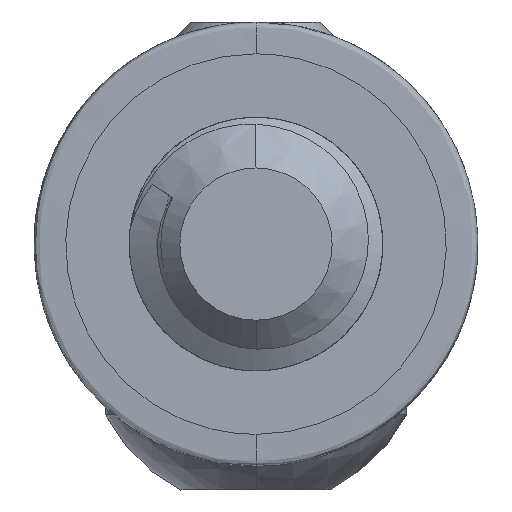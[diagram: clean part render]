
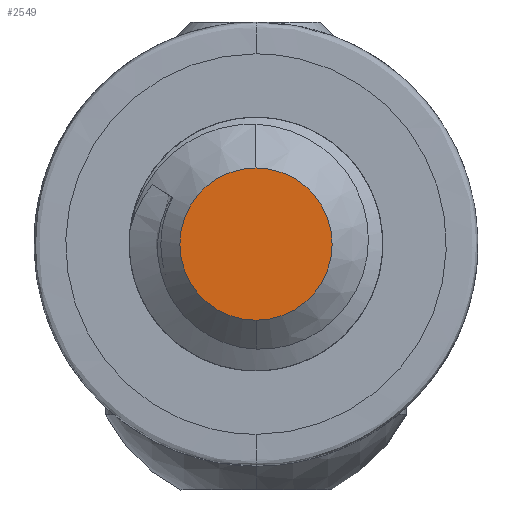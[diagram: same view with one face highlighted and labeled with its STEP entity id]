
A CAD part, front view. The second image highlights one B-rep face of the part: STEP entity #2549.
In plain terms, the highlighted planar face has unit normal (0, -1, 0).
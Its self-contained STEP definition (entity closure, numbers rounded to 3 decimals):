
#378 = PLANE ( 'NONE',  #4583 ) ;
#422 = CARTESIAN_POINT ( 'NONE',  ( 0., -10., 0. ) ) ;
#744 = DIRECTION ( 'NONE',  ( 0., -1., 0. ) ) ;
#894 = ORIENTED_EDGE ( 'NONE', *, *, #4448, .T. ) ;
#971 = AXIS2_PLACEMENT_3D ( 'NONE', #1223, #1569, #2266 ) ;
#1186 = EDGE_CURVE ( 'NONE', #1376, #1691, #4506, .T. ) ;
#1223 = CARTESIAN_POINT ( 'NONE',  ( 0., -10., 0. ) ) ;
#1376 = VERTEX_POINT ( 'NONE', #1396 ) ;
#1396 = CARTESIAN_POINT ( 'NONE',  ( 0., -10., -2.4 ) ) ;
#1569 = DIRECTION ( 'NONE',  ( 0., -1., 0. ) ) ;
#1691 = VERTEX_POINT ( 'NONE', #4321 ) ;
#1876 = CIRCLE ( 'NONE', #971, 2.4 ) ;
#1925 = AXIS2_PLACEMENT_3D ( 'NONE', #4079, #4092, #2962 ) ;
#2215 = FACE_OUTER_BOUND ( 'NONE', #4068, .T. ) ;
#2266 = DIRECTION ( 'NONE',  ( 0., 0., -1. ) ) ;
#2549 = ADVANCED_FACE ( 'NONE', ( #2215 ), #378, .T. ) ;
#2962 = DIRECTION ( 'NONE',  ( 0., 0., -1. ) ) ;
#3162 = DIRECTION ( 'NONE',  ( 0., 0., -1. ) ) ;
#3703 = ORIENTED_EDGE ( 'NONE', *, *, #1186, .T. ) ;
#4068 = EDGE_LOOP ( 'NONE', ( #894, #3703 ) ) ;
#4079 = CARTESIAN_POINT ( 'NONE',  ( 0., -10., 0. ) ) ;
#4092 = DIRECTION ( 'NONE',  ( 0., -1., 0. ) ) ;
#4321 = CARTESIAN_POINT ( 'NONE',  ( 0., -10., 2.4 ) ) ;
#4448 = EDGE_CURVE ( 'NONE', #1691, #1376, #1876, .T. ) ;
#4506 = CIRCLE ( 'NONE', #1925, 2.4 ) ;
#4583 = AXIS2_PLACEMENT_3D ( 'NONE', #422, #744, #3162 ) ;
